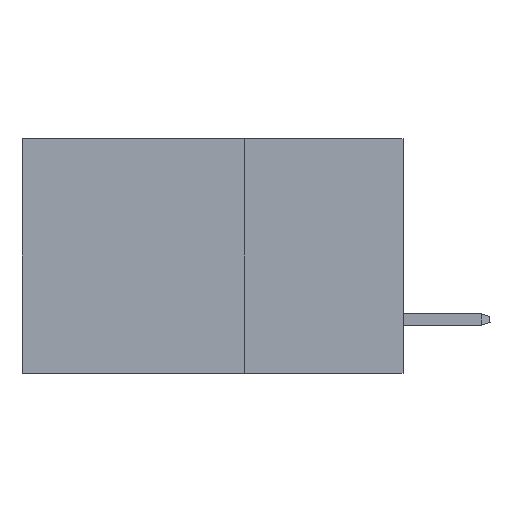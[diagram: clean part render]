
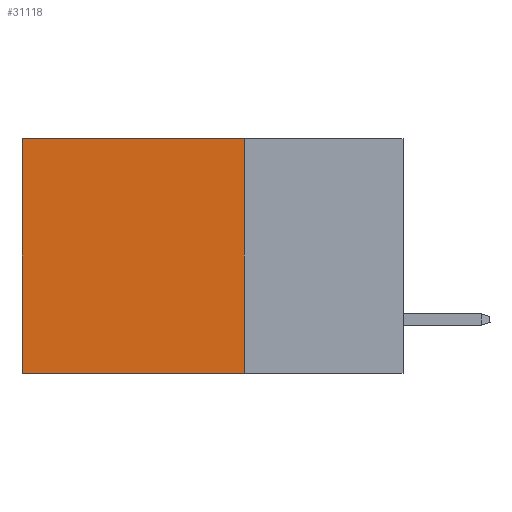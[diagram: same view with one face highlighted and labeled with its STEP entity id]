
A CAD part, left-side view. The second image highlights one B-rep face of the part: STEP entity #31118.
In plain terms, the highlighted planar face has unit normal (-1, 0, 0).
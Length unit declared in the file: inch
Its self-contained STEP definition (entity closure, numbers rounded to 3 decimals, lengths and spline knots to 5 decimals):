
#2136 = ORIENTED_EDGE ( 'NONE', *, *, #9263, .F. ) ;
#3604 = ORIENTED_EDGE ( 'NONE', *, *, #29418, .T. ) ;
#4802 = CARTESIAN_POINT ( 'NONE',  ( 0.2875, 0.6, 0. ) ) ;
#8021 = CARTESIAN_POINT ( 'NONE',  ( 0.2875, 0.25, -0.37 ) ) ;
#9263 = EDGE_CURVE ( 'NONE', #10441, #40960, #25406, .T. ) ;
#9768 = DIRECTION ( 'NONE',  ( 1., 0., 0. ) ) ;
#9917 = ORIENTED_EDGE ( 'NONE', *, *, #42760, .F. ) ;
#10000 = VERTEX_POINT ( 'NONE', #21605 ) ;
#10441 = VERTEX_POINT ( 'NONE', #8021 ) ;
#10737 = VECTOR ( 'NONE', #23606, 39.37008 ) ;
#11036 = EDGE_CURVE ( 'NONE', #10000, #40960, #28744, .T. ) ;
#13603 = PLANE ( 'NONE',  #44642 ) ;
#18197 = CARTESIAN_POINT ( 'NONE',  ( 0.2875, 0.25, 0. ) ) ;
#18577 = DIRECTION ( 'NONE',  ( 0., 0., -1. ) ) ;
#18644 = VECTOR ( 'NONE', #43647, 39.37008 ) ;
#19025 = LINE ( 'NONE', #37087, #18644 ) ;
#20248 = VECTOR ( 'NONE', #18577, 39.37008 ) ;
#20813 = CARTESIAN_POINT ( 'NONE',  ( 0.2875, 0.25, 0. ) ) ;
#21605 = CARTESIAN_POINT ( 'NONE',  ( 0.2875, 0.6, 0. ) ) ;
#22249 = EDGE_LOOP ( 'NONE', ( #35877, #2136, #9917, #3604 ) ) ;
#22888 = CARTESIAN_POINT ( 'NONE',  ( 0.2875, 0.6, -0.37 ) ) ;
#23582 = VECTOR ( 'NONE', #39407, 39.37008 ) ;
#23606 = DIRECTION ( 'NONE',  ( 0., 1., 0. ) ) ;
#23774 = DIRECTION ( 'NONE',  ( 0., 0., -1. ) ) ;
#25406 = LINE ( 'NONE', #36467, #23582 ) ;
#28744 = LINE ( 'NONE', #4802, #20248 ) ;
#29418 = EDGE_CURVE ( 'NONE', #40259, #10000, #44605, .T. ) ;
#31118 = ADVANCED_FACE ( 'NONE', ( #44339 ), #13603, .F. ) ;
#35877 = ORIENTED_EDGE ( 'NONE', *, *, #11036, .T. ) ;
#36467 = CARTESIAN_POINT ( 'NONE',  ( 0.2875, 0.25, -0.37 ) ) ;
#37087 = CARTESIAN_POINT ( 'NONE',  ( 0.2875, 0.25, 0. ) ) ;
#39407 = DIRECTION ( 'NONE',  ( 0., 1., 0. ) ) ;
#40259 = VERTEX_POINT ( 'NONE', #18197 ) ;
#40960 = VERTEX_POINT ( 'NONE', #22888 ) ;
#40996 = CARTESIAN_POINT ( 'NONE',  ( 0.2875, 0.25, 0. ) ) ;
#42760 = EDGE_CURVE ( 'NONE', #40259, #10441, #19025, .T. ) ;
#43647 = DIRECTION ( 'NONE',  ( 0., 0., -1. ) ) ;
#44339 = FACE_OUTER_BOUND ( 'NONE', #22249, .T. ) ;
#44605 = LINE ( 'NONE', #40996, #10737 ) ;
#44642 = AXIS2_PLACEMENT_3D ( 'NONE', #20813, #9768, #23774 ) ;
